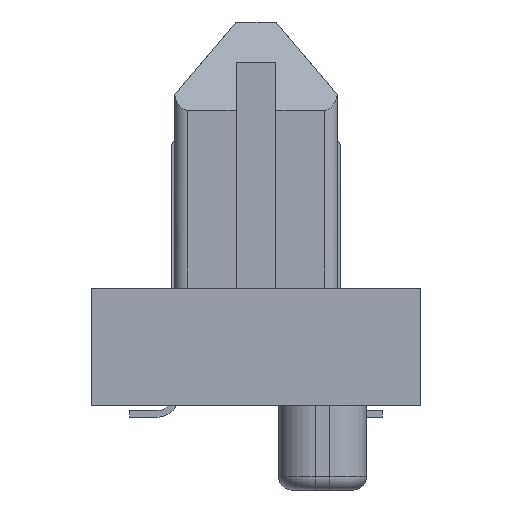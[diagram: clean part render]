
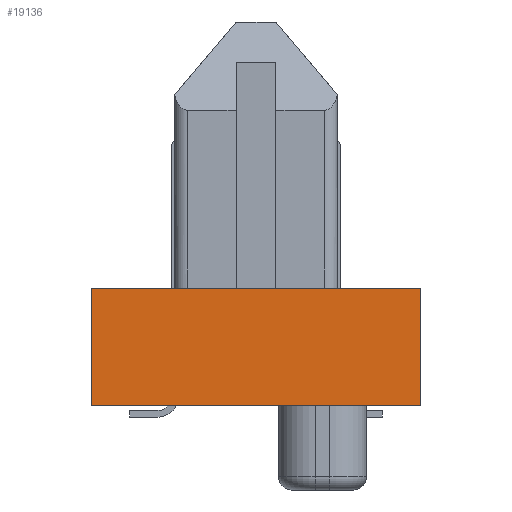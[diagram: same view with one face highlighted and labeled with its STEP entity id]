
A CAD part, left-side view. The second image highlights one B-rep face of the part: STEP entity #19136.
In plain terms, the highlighted planar face has unit normal (-1, 0, 0).
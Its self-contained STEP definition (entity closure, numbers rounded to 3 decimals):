
#470=FACE_OUTER_BOUND($,#1445,.T.);
#1445=EDGE_LOOP($,(#14093,#14094,#14095,#14096));
#2941=LINE($,#27575,#5600);
#3271=LINE($,#28239,#5930);
#3607=LINE($,#28913,#6266);
#3608=LINE($,#28914,#6267);
#5600=VECTOR($,#22130,4.95);
#5930=VECTOR($,#22468,4.95);
#6266=VECTOR($,#22812,1.765);
#6267=VECTOR($,#22813,1.765);
#8176=VERTEX_POINT($,#27572);
#8177=VERTEX_POINT($,#27574);
#8506=VERTEX_POINT($,#28236);
#8507=VERTEX_POINT($,#28238);
#10204=EDGE_CURVE($,#8177,#8176,#2941,.T.);
#10537=EDGE_CURVE($,#8506,#8507,#3271,.T.);
#10875=EDGE_CURVE($,#8507,#8176,#3607,.T.);
#10876=EDGE_CURVE($,#8506,#8177,#3608,.T.);
#14093=ORIENTED_EDGE($,*,*,#10204,.T.);
#14094=ORIENTED_EDGE($,*,*,#10875,.F.);
#14095=ORIENTED_EDGE($,*,*,#10537,.F.);
#14096=ORIENTED_EDGE($,*,*,#10876,.T.);
#18256=PLANE($,#20152);
#19136=ADVANCED_FACE($,(#470),#18256,.F.);
#20152=AXIS2_PLACEMENT_3D($,#28912,#22810,#22811);
#22130=DIRECTION($,(0.,-1.,0.));
#22468=DIRECTION($,(0.,-1.,0.));
#22810=DIRECTION('center_axis',(1.,0.,0.));
#22811=DIRECTION('ref_axis',(0.,1.,0.));
#22812=DIRECTION($,(0.,0.,-1.));
#22813=DIRECTION($,(0.,0.,-1.));
#27572=CARTESIAN_POINT('',(-13.4,-2.475,0.175));
#27574=CARTESIAN_POINT('',(-13.4,2.475,0.175));
#27575=CARTESIAN_POINT($,(-13.4,2.475,0.175));
#28236=CARTESIAN_POINT('',(-13.4,2.475,1.94));
#28238=CARTESIAN_POINT('',(-13.4,-2.475,1.94));
#28239=CARTESIAN_POINT($,(-13.4,2.475,1.94));
#28912=CARTESIAN_POINT('Origin',(-13.4,2.475,1.94));
#28913=CARTESIAN_POINT($,(-13.4,-2.475,1.94));
#28914=CARTESIAN_POINT($,(-13.4,2.475,1.94));
